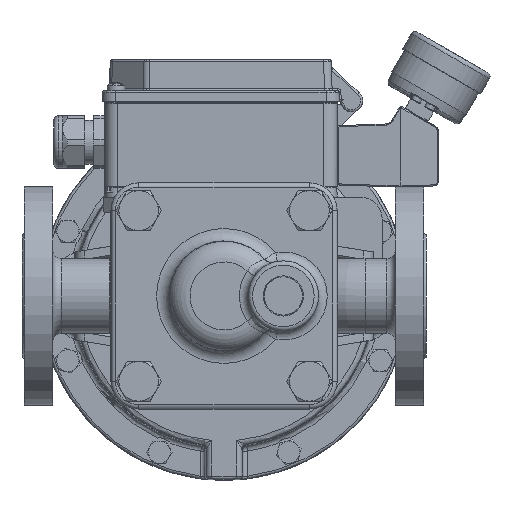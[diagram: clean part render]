
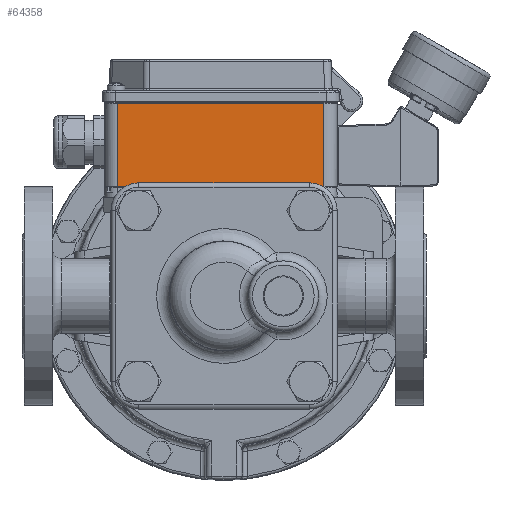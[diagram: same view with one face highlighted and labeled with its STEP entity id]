
A CAD part, front view. The second image highlights one B-rep face of the part: STEP entity #64358.
In plain terms, the highlighted planar face has unit normal (0, -1, -0.018).
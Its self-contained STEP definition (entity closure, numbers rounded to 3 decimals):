
#6138=PLANE('',#70271);
#9971=FACE_OUTER_BOUND('',#13848,.T.);
#13848=EDGE_LOOP('',(#51565,#51566,#51567,#51568));
#17830=LINE('',#118723,#21778);
#17839=LINE('',#118793,#21787);
#17840=LINE('',#118796,#21788);
#17841=LINE('',#118797,#21789);
#21778=VECTOR('',#83434,37.803);
#21787=VECTOR('',#83457,37.803);
#21788=VECTOR('',#83462,94.);
#21789=VECTOR('',#83463,94.);
#28627=VERTEX_POINT('',#118721);
#28628=VERTEX_POINT('',#118722);
#28641=VERTEX_POINT('',#118781);
#28642=VERTEX_POINT('',#118792);
#36756=EDGE_CURVE('',#28627,#28628,#17830,.T.);
#36772=EDGE_CURVE('',#28642,#28641,#17839,.T.);
#36774=EDGE_CURVE('',#28641,#28627,#17840,.T.);
#36775=EDGE_CURVE('',#28628,#28642,#17841,.T.);
#51565=ORIENTED_EDGE('',*,*,#36772,.T.);
#51566=ORIENTED_EDGE('',*,*,#36774,.T.);
#51567=ORIENTED_EDGE('',*,*,#36756,.T.);
#51568=ORIENTED_EDGE('',*,*,#36775,.T.);
#64358=ADVANCED_FACE('',(#9971),#6138,.T.);
#70271=AXIS2_PLACEMENT_3D('',#118795,#83460,#83461);
#83434=DIRECTION('',(0.,0.018,-1.));
#83457=DIRECTION('',(0.,-0.018,1.));
#83460=DIRECTION('center_axis',(0.,-1.,
-0.018));
#83461=DIRECTION('ref_axis',(0.,0.018,-1.));
#83462=DIRECTION('',(-1.,0.,0.));
#83463=DIRECTION('',(1.,0.,0.));
#118721=CARTESIAN_POINT('',(-24.342,59.949,87.846));
#118722=CARTESIAN_POINT('',(-24.342,60.643,50.05));
#118723=CARTESIAN_POINT('',(-24.342,60.643,50.05));
#118781=CARTESIAN_POINT('',(69.658,59.949,87.846));
#118792=CARTESIAN_POINT('',(69.658,60.643,50.05));
#118793=CARTESIAN_POINT('',(69.658,60.643,50.05));
#118795=CARTESIAN_POINT('Origin',(-30.342,60.643,50.05));
#118796=CARTESIAN_POINT('',(-24.342,59.949,87.846));
#118797=CARTESIAN_POINT('',(-30.342,60.643,50.05));
